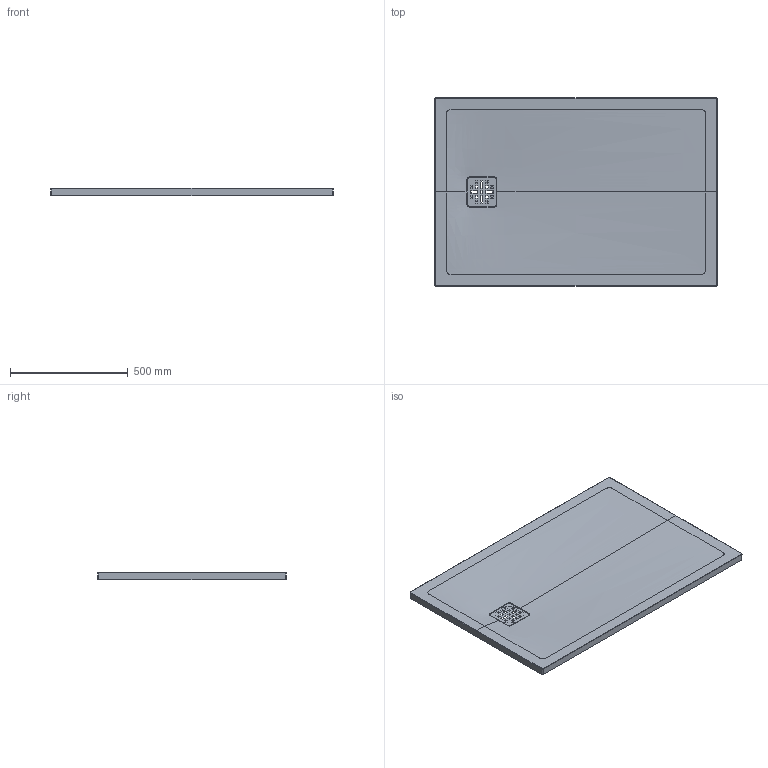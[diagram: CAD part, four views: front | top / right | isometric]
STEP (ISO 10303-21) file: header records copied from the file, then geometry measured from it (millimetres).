
FILE_DESCRIPTION(/* description */ (''),/* implementation_level */ '2;1');
FILE_NAME(/* name */ '19-004_M08103A_120X80X3 ARDESIA.stp',/* time_stamp */ '2021-03-30T11:43:08+02:00',/* author */ (''),/* organization */ (''),/* preprocessor_version */ 'ST-DEVELOPER v15',/* originating_system */ 'SIEMENS PLM Software NX 8.5',/* authorisation */ '');
FILE_SCHEMA (('AP203_CONFIGURATION_CONTROLLED_3D_DESIGN_OF_MECHANICAL_PARTS_AND_ASSEMBLIES_MIM_LF { 1 0 10303 403 2 1 2}'));
Products named in the file (1): carl61941A527yf8
Bounding box: 1200 x 800 x 29.98 mm (x, y, z)
Volume: 18278748.3 mm3; surface area: 2078896.9 mm2
Topology: 2 solids, 2 shells, 477 faces, 1263 edges, 766 vertices
Faces by surface type: bspline 226, plane 121, cylinder 98, cone 19, sphere 8, torus 5
Full cylindrical faces by diameter (mm): 90 x1
Entity records: 44539 total; most frequent: CARTESIAN_POINT 34367, ORIENTED_EDGE 2448, DIRECTION 1613, EDGE_CURVE 1224, VERTEX_POINT 760, AXIS2_PLACEMENT_3D 600, EDGE_LOOP 522, ADVANCED_FACE 477
